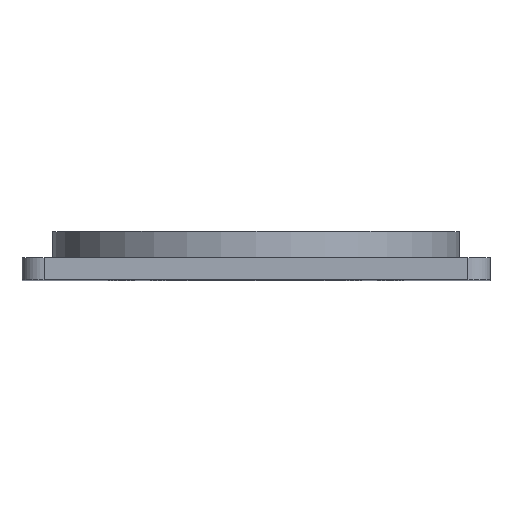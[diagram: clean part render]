
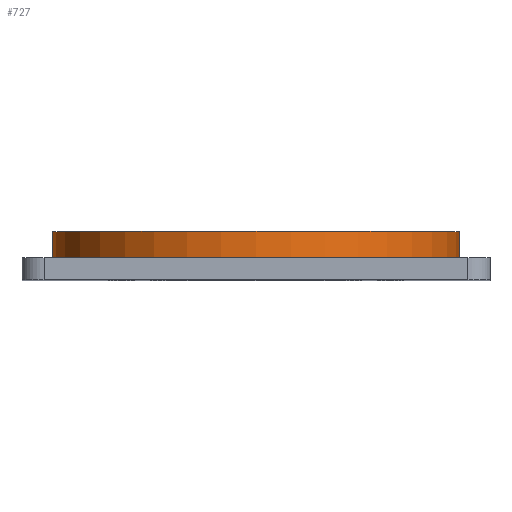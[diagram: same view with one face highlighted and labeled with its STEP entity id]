
A CAD part, top view. The second image highlights one B-rep face of the part: STEP entity #727.
In plain terms, the highlighted cylindrical face has radius 23 mm (diameter 46 mm), a full revolution.
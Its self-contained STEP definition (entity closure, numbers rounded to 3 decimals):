
#53=FACE_OUTER_BOUND('',#92,.T.);
#92=EDGE_LOOP('',(#478,#479,#480,#481));
#145=LINE('',#1095,#206);
#206=VECTOR('',#885,23.);
#267=CIRCLE('',#789,23.);
#270=CIRCLE('',#794,23.);
#305=VERTEX_POINT('',#1084);
#308=VERTEX_POINT('',#1093);
#372=EDGE_CURVE('',#305,#305,#267,.T.);
#376=EDGE_CURVE('',#308,#308,#270,.T.);
#377=EDGE_CURVE('',#308,#305,#145,.T.);
#478=ORIENTED_EDGE('',*,*,#376,.F.);
#479=ORIENTED_EDGE('',*,*,#377,.T.);
#480=ORIENTED_EDGE('',*,*,#372,.T.);
#481=ORIENTED_EDGE('',*,*,#377,.F.);
#668=CYLINDRICAL_SURFACE('',#793,23.);
#727=ADVANCED_FACE('',(#53),#668,.T.);
#789=AXIS2_PLACEMENT_3D('',#1085,#872,#873);
#793=AXIS2_PLACEMENT_3D('',#1092,#881,#882);
#794=AXIS2_PLACEMENT_3D('',#1094,#883,#884);
#872=DIRECTION('center_axis',(0.,1.,0.));
#873=DIRECTION('ref_axis',(-1.,0.,0.));
#881=DIRECTION('center_axis',(0.,1.,0.));
#882=DIRECTION('ref_axis',(1.,0.,0.));
#883=DIRECTION('center_axis',(0.,1.,0.));
#884=DIRECTION('ref_axis',(1.,0.,0.));
#885=DIRECTION('',(0.,-1.,0.));
#1084=CARTESIAN_POINT('',(-16.597,-7.789,-47.709));
#1085=CARTESIAN_POINT('Origin',(6.403,-7.789,-47.709));
#1092=CARTESIAN_POINT('Origin',(6.403,-5.789,-47.709));
#1093=CARTESIAN_POINT('',(-16.597,-2.789,-47.709));
#1094=CARTESIAN_POINT('Origin',(6.403,-2.789,-47.709));
#1095=CARTESIAN_POINT('',(-16.597,-5.789,-47.709));
